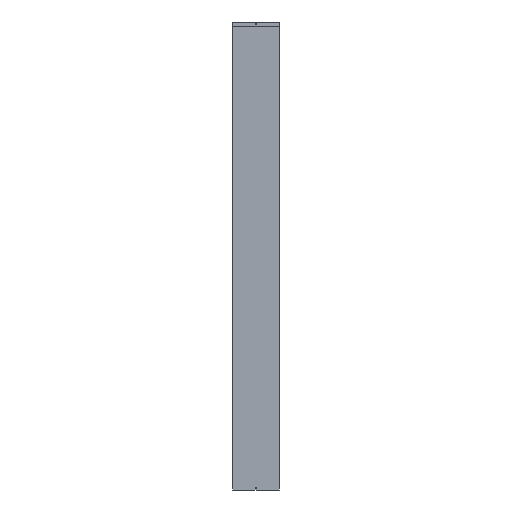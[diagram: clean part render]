
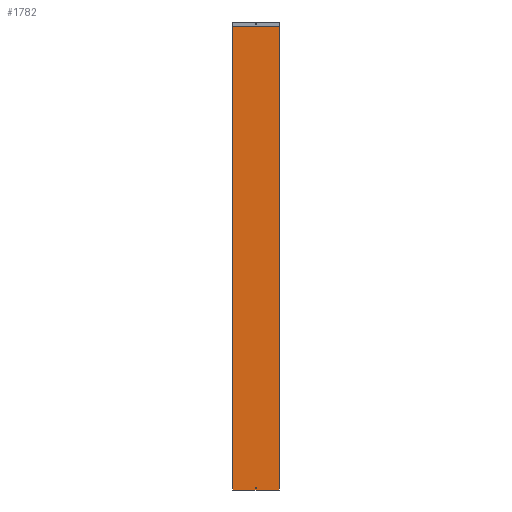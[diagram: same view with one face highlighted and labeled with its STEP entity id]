
A CAD part, front view. The second image highlights one B-rep face of the part: STEP entity #1782.
In plain terms, the highlighted planar face has unit normal (0, -1, 0).
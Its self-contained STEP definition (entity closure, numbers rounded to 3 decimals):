
#62 = DIRECTION ( 'NONE',  ( 0., 0., -1. ) ) ;
#68 = CARTESIAN_POINT ( 'NONE',  ( -150., 0., 2969. ) ) ;
#72 = CARTESIAN_POINT ( 'NONE',  ( -150., 0., 2968. ) ) ;
#74 = DIRECTION ( 'NONE',  ( 1., 0., 0. ) ) ;
#77 = CARTESIAN_POINT ( 'NONE',  ( 0., 0., 15. ) ) ;
#78 = DIRECTION ( 'NONE',  ( 0., -1., 0. ) ) ;
#79 = DIRECTION ( 'NONE',  ( 0., 0., 1. ) ) ;
#80 = DIRECTION ( 'NONE',  ( 1., 0., 0. ) ) ;
#81 = CARTESIAN_POINT ( 'NONE',  ( -150., 0., 0. ) ) ;
#157 = EDGE_CURVE ( 'NONE', #766, #756, #443, .T. ) ;
#213 = AXIS2_PLACEMENT_3D ( 'NONE', #831, #840, #841 ) ;
#257 = AXIS2_PLACEMENT_3D ( 'NONE', #77, #78, #79 ) ;
#298 = EDGE_CURVE ( 'NONE', #719, #713, #499, .T. ) ;
#301 = EDGE_CURVE ( 'NONE', #597, #597, #1468, .T. ) ;
#302 = EDGE_CURVE ( 'NONE', #719, #766, #1469, .T. ) ;
#303 = EDGE_CURVE ( 'NONE', #713, #756, #1470, .T. ) ;
#443 = LINE ( 'NONE', #1429, #448 ) ;
#448 = VECTOR ( 'NONE', #1439, 1000. ) ;
#499 = LINE ( 'NONE', #68, #520 ) ;
#520 = VECTOR ( 'NONE', #62, 1000. ) ;
#537 = FACE_BOUND ( 'NONE', #1756, .T. ) ;
#540 = FACE_OUTER_BOUND ( 'NONE', #1464, .T. ) ;
#597 = VERTEX_POINT ( 'NONE', #1852 ) ;
#713 = VERTEX_POINT ( 'NONE', #1358 ) ;
#719 = VERTEX_POINT ( 'NONE', #1132 ) ;
#756 = VERTEX_POINT ( 'NONE', #1169 ) ;
#766 = VERTEX_POINT ( 'NONE', #1179 ) ;
#831 = CARTESIAN_POINT ( 'NONE',  ( -150., 0., 2969. ) ) ;
#835 = PLANE ( 'NONE',  #213 ) ;
#840 = DIRECTION ( 'NONE',  ( 0., 1., 0. ) ) ;
#841 = DIRECTION ( 'NONE',  ( 0., 0., 1. ) ) ;
#962 = ORIENTED_EDGE ( 'NONE', *, *, #303, .T. ) ;
#963 = ORIENTED_EDGE ( 'NONE', *, *, #298, .T. ) ;
#964 = ORIENTED_EDGE ( 'NONE', *, *, #302, .F. ) ;
#965 = ORIENTED_EDGE ( 'NONE', *, *, #157, .F. ) ;
#966 = ORIENTED_EDGE ( 'NONE', *, *, #301, .F. ) ;
#1132 = CARTESIAN_POINT ( 'NONE',  ( -150., 0., 2968. ) ) ;
#1169 = CARTESIAN_POINT ( 'NONE',  ( 150., 0., 0. ) ) ;
#1179 = CARTESIAN_POINT ( 'NONE',  ( 150., 0., 2968. ) ) ;
#1358 = CARTESIAN_POINT ( 'NONE',  ( -150., 0., 0. ) ) ;
#1429 = CARTESIAN_POINT ( 'NONE',  ( 150., 0., 2969. ) ) ;
#1439 = DIRECTION ( 'NONE',  ( 0., 0., -1. ) ) ;
#1464 = EDGE_LOOP ( 'NONE', ( #965, #964, #963, #962 ) ) ;
#1468 = CIRCLE ( 'NONE', #257, 3.5 ) ;
#1469 = LINE ( 'NONE', #72, #1471 ) ;
#1470 = LINE ( 'NONE', #81, #1473 ) ;
#1471 = VECTOR ( 'NONE', #80, 1000. ) ;
#1473 = VECTOR ( 'NONE', #74, 1000. ) ;
#1756 = EDGE_LOOP ( 'NONE', ( #966 ) ) ;
#1782 = ADVANCED_FACE ( 'NONE', ( #537, #540 ), #835, .F. ) ;
#1852 = CARTESIAN_POINT ( 'NONE',  ( 0., 0., 18.5 ) ) ;
